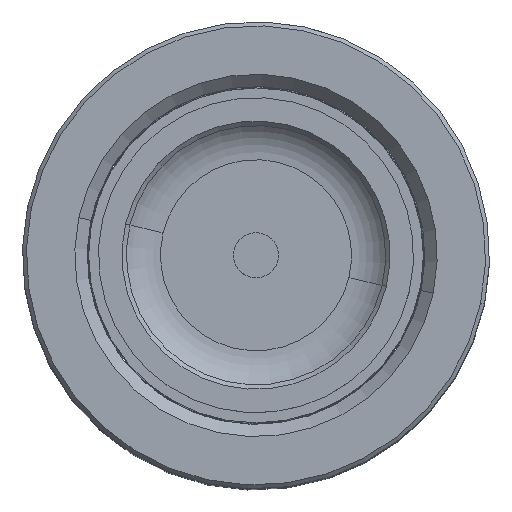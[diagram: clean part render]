
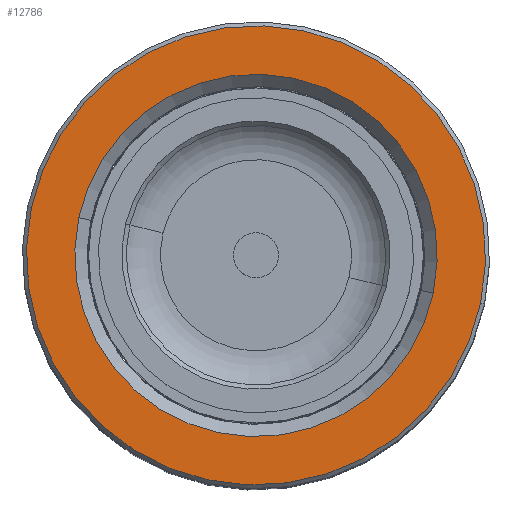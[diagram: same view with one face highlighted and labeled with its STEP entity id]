
A CAD part, top view. The second image highlights one B-rep face of the part: STEP entity #12786.
In plain terms, the highlighted planar face has unit normal (0, 0, 1).
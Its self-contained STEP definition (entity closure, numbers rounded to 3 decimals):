
#211 = AXIS2_PLACEMENT_3D ( 'NONE', #28155, #15696, #40851 ) ;
#1053 = DIRECTION ( 'NONE',  ( 1., 0., 0. ) ) ;
#1587 = DIRECTION ( 'NONE',  ( 0., 0., -1. ) ) ;
#2254 = FACE_OUTER_BOUND ( 'NONE', #11415, .T. ) ;
#2286 = EDGE_CURVE ( 'NONE', #38494, #35802, #41503, .T. ) ;
#3661 = CIRCLE ( 'NONE', #20767, 40.8 ) ;
#3961 = CARTESIAN_POINT ( 'NONE',  ( 40.8, 0., 120. ) ) ;
#4073 = EDGE_CURVE ( 'NONE', #35802, #38494, #25236, .T. ) ;
#4593 = AXIS2_PLACEMENT_3D ( 'NONE', #21826, #1587, #30474 ) ;
#8058 = CARTESIAN_POINT ( 'NONE',  ( 0., 0., 120. ) ) ;
#8600 = DIRECTION ( 'NONE',  ( 1., 0., 0. ) ) ;
#8771 = AXIS2_PLACEMENT_3D ( 'NONE', #8058, #49681, #8600 ) ;
#11415 = EDGE_LOOP ( 'NONE', ( #44364, #26787 ) ) ;
#12786 = ADVANCED_FACE ( 'NONE', ( #2254, #39785 ), #23473, .T. ) ;
#14819 = DIRECTION ( 'NONE',  ( 1., 0., 0. ) ) ;
#15696 = DIRECTION ( 'NONE',  ( 0., 0., 1. ) ) ;
#18222 = CIRCLE ( 'NONE', #29030, 40.8 ) ;
#18438 = EDGE_CURVE ( 'NONE', #19188, #27533, #18222, .T. ) ;
#19188 = VERTEX_POINT ( 'NONE', #3961 ) ;
#20006 = CARTESIAN_POINT ( 'NONE',  ( -32.2, 0., 120. ) ) ;
#20767 = AXIS2_PLACEMENT_3D ( 'NONE', #39783, #27289, #14819 ) ;
#21208 = CARTESIAN_POINT ( 'NONE',  ( -40.8, 0., 120. ) ) ;
#21826 = CARTESIAN_POINT ( 'NONE',  ( 0., 0., 120. ) ) ;
#23473 = PLANE ( 'NONE',  #211 ) ;
#25236 = CIRCLE ( 'NONE', #8771, 32.2 ) ;
#25823 = DIRECTION ( 'NONE',  ( 0., 0., 1. ) ) ;
#26787 = ORIENTED_EDGE ( 'NONE', *, *, #18438, .T. ) ;
#26963 = ORIENTED_EDGE ( 'NONE', *, *, #2286, .T. ) ;
#27289 = DIRECTION ( 'NONE',  ( 0., 0., 1. ) ) ;
#27533 = VERTEX_POINT ( 'NONE', #21208 ) ;
#28155 = CARTESIAN_POINT ( 'NONE',  ( 0., 0., 120. ) ) ;
#29030 = AXIS2_PLACEMENT_3D ( 'NONE', #33775, #25823, #1053 ) ;
#30474 = DIRECTION ( 'NONE',  ( 1., 0., 0. ) ) ;
#31153 = EDGE_CURVE ( 'NONE', #27533, #19188, #3661, .T. ) ;
#33138 = CARTESIAN_POINT ( 'NONE',  ( 32.2, 0., 120. ) ) ;
#33775 = CARTESIAN_POINT ( 'NONE',  ( 0., 0., 120. ) ) ;
#35802 = VERTEX_POINT ( 'NONE', #33138 ) ;
#36217 = ORIENTED_EDGE ( 'NONE', *, *, #4073, .T. ) ;
#38494 = VERTEX_POINT ( 'NONE', #20006 ) ;
#39783 = CARTESIAN_POINT ( 'NONE',  ( 0., 0., 120. ) ) ;
#39785 = FACE_BOUND ( 'NONE', #40325, .T. ) ;
#40325 = EDGE_LOOP ( 'NONE', ( #36217, #26963 ) ) ;
#40851 = DIRECTION ( 'NONE',  ( 1., 0., 0. ) ) ;
#41503 = CIRCLE ( 'NONE', #4593, 32.2 ) ;
#44364 = ORIENTED_EDGE ( 'NONE', *, *, #31153, .T. ) ;
#49681 = DIRECTION ( 'NONE',  ( 0., 0., -1. ) ) ;
